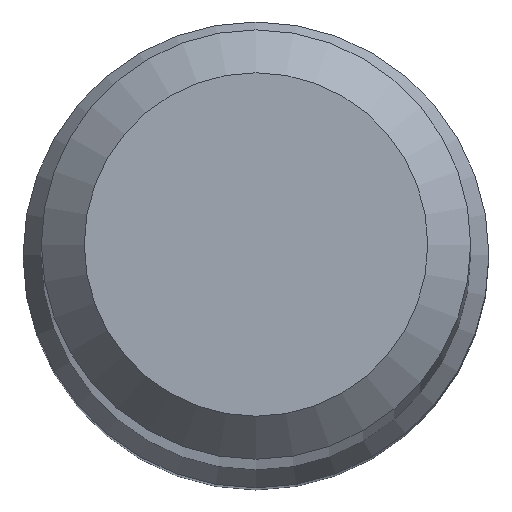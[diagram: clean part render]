
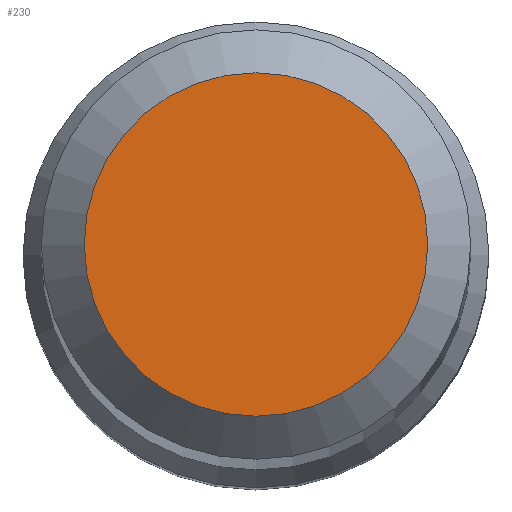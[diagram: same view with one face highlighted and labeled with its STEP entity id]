
A CAD part, top view. The second image highlights one B-rep face of the part: STEP entity #230.
In plain terms, the highlighted planar face has unit normal (0, 0, 1).
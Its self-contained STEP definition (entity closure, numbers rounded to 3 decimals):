
#6 = CARTESIAN_POINT ( 'NONE',  ( 0., 0., 101. ) ) ;
#25 = DIRECTION ( 'NONE',  ( 0., 0., -1. ) ) ;
#49 = CARTESIAN_POINT ( 'NONE',  ( 0., 2.4, 101. ) ) ;
#51 = EDGE_CURVE ( 'NONE', #227, #227, #220, .T. ) ;
#62 = EDGE_LOOP ( 'NONE', ( #202 ) ) ;
#69 = DIRECTION ( 'NONE',  ( 0., 0., 1. ) ) ;
#95 = AXIS2_PLACEMENT_3D ( 'NONE', #6, #25, #183 ) ;
#126 = DIRECTION ( 'NONE',  ( 0., -1., 0. ) ) ;
#143 = CARTESIAN_POINT ( 'NONE',  ( 0., 0., 101. ) ) ;
#146 = FACE_OUTER_BOUND ( 'NONE', #62, .T. ) ;
#158 = AXIS2_PLACEMENT_3D ( 'NONE', #143, #69, #126 ) ;
#183 = DIRECTION ( 'NONE',  ( 0., 1., 0. ) ) ;
#202 = ORIENTED_EDGE ( 'NONE', *, *, #51, .F. ) ;
#220 = CIRCLE ( 'NONE', #95, 2.4 ) ;
#227 = VERTEX_POINT ( 'NONE', #49 ) ;
#229 = PLANE ( 'NONE',  #158 ) ;
#230 = ADVANCED_FACE ( 'NONE', ( #146 ), #229, .T. ) ;
